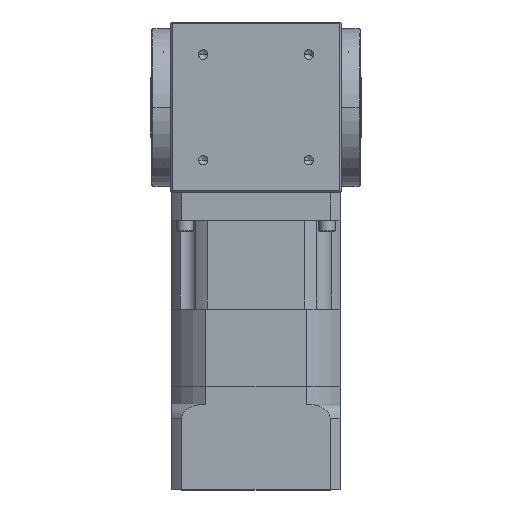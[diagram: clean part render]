
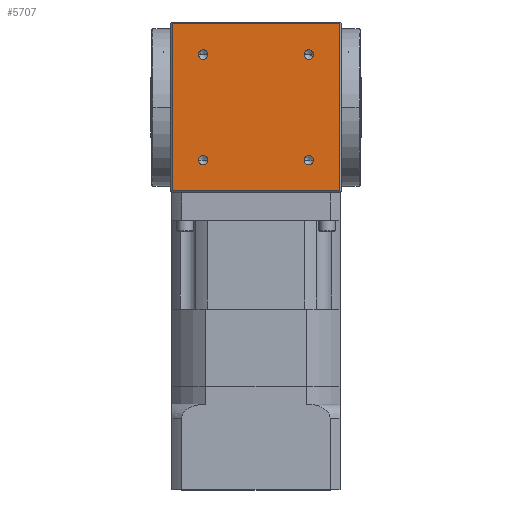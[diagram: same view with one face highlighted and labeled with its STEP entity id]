
A CAD part, top view. The second image highlights one B-rep face of the part: STEP entity #5707.
In plain terms, the highlighted planar face has unit normal (0, 0, 1).
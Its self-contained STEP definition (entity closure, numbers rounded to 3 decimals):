
#13 = AXIS2_PLACEMENT_3D ( 'NONE', #20903, #9430, #22743 ) ;
#212 = AXIS2_PLACEMENT_3D ( 'NONE', #3194, #3163, #3076 ) ;
#923 = CARTESIAN_POINT ( 'NONE',  ( 61.669, -56.569, 91.5 ) ) ;
#1029 = VECTOR ( 'NONE', #18905, 1000. ) ;
#1590 = EDGE_CURVE ( 'NONE', #6664, #19405, #13217, .T. ) ;
#1760 = DIRECTION ( 'NONE',  ( 1., 0., 0. ) ) ;
#2096 = EDGE_LOOP ( 'NONE', ( #10426, #14445 ) ) ;
#2167 = EDGE_CURVE ( 'NONE', #10781, #4318, #24664, .T. ) ;
#2523 = LINE ( 'NONE', #17632, #18171 ) ;
#2655 = DIRECTION ( 'NONE',  ( 1., 0., 0. ) ) ;
#2679 = VERTEX_POINT ( 'NONE', #11682 ) ;
#2961 = ORIENTED_EDGE ( 'NONE', *, *, #8418, .F. ) ;
#3076 = DIRECTION ( 'NONE',  ( 1., 0., 0. ) ) ;
#3163 = DIRECTION ( 'NONE',  ( 0., 0., 1. ) ) ;
#3194 = CARTESIAN_POINT ( 'NONE',  ( 0., 0., 91.5 ) ) ;
#3322 = VERTEX_POINT ( 'NONE', #4197 ) ;
#3830 = DIRECTION ( 'NONE',  ( 0., 0., 1. ) ) ;
#3903 = DIRECTION ( 'NONE',  ( -1., 0., 0. ) ) ;
#4012 = CARTESIAN_POINT ( 'NONE',  ( -56.569, -56.569, 91.5 ) ) ;
#4197 = CARTESIAN_POINT ( 'NONE',  ( -61.669, -56.569, 91.5 ) ) ;
#4214 = EDGE_CURVE ( 'NONE', #13040, #23049, #11792, .T. ) ;
#4238 = PLANE ( 'NONE',  #212 ) ;
#4318 = VERTEX_POINT ( 'NONE', #923 ) ;
#4379 = EDGE_CURVE ( 'NONE', #3322, #4563, #8654, .T. ) ;
#4563 = VERTEX_POINT ( 'NONE', #12019 ) ;
#4888 = DIRECTION ( 'NONE',  ( 0., 0., 1. ) ) ;
#5263 = FACE_BOUND ( 'NONE', #22193, .T. ) ;
#5387 = AXIS2_PLACEMENT_3D ( 'NONE', #5491, #4888, #9943 ) ;
#5491 = CARTESIAN_POINT ( 'NONE',  ( -56.569, 56.569, 91.5 ) ) ;
#5576 = DIRECTION ( 'NONE',  ( 1., 0., 0. ) ) ;
#5601 = DIRECTION ( 'NONE',  ( 0., 0., 1. ) ) ;
#5617 = CARTESIAN_POINT ( 'NONE',  ( 56.569, 56.569, 91.5 ) ) ;
#5691 = AXIS2_PLACEMENT_3D ( 'NONE', #4012, #3830, #2655 ) ;
#5693 = LINE ( 'NONE', #22797, #15557 ) ;
#5707 = ADVANCED_FACE ( 'NONE', ( #11174, #5903, #5263, #25019, #20113 ), #4238, .T. ) ;
#5903 = FACE_BOUND ( 'NONE', #21867, .T. ) ;
#6081 = EDGE_LOOP ( 'NONE', ( #10394, #10242, #24897, #20750 ) ) ;
#6122 = CARTESIAN_POINT ( 'NONE',  ( -51.469, 56.569, 91.5 ) ) ;
#6301 = VERTEX_POINT ( 'NONE', #20715 ) ;
#6664 = VERTEX_POINT ( 'NONE', #6122 ) ;
#6744 = ORIENTED_EDGE ( 'NONE', *, *, #18594, .F. ) ;
#6914 = VERTEX_POINT ( 'NONE', #23214 ) ;
#7127 = CARTESIAN_POINT ( 'NONE',  ( -89.5, 0., 91.5 ) ) ;
#7299 = CARTESIAN_POINT ( 'NONE',  ( 0., -89.5, 91.5 ) ) ;
#7902 = EDGE_CURVE ( 'NONE', #23049, #13040, #16509, .T. ) ;
#8418 = EDGE_CURVE ( 'NONE', #4318, #10781, #21440, .T. ) ;
#8654 = CIRCLE ( 'NONE', #5691, 5.1 ) ;
#8697 = LINE ( 'NONE', #7127, #23313 ) ;
#8751 = EDGE_CURVE ( 'NONE', #4563, #3322, #9421, .T. ) ;
#8778 = CIRCLE ( 'NONE', #13, 5.1 ) ;
#8864 = DIRECTION ( 'NONE',  ( 0., 0., 1. ) ) ;
#8896 = EDGE_CURVE ( 'NONE', #2679, #6301, #22255, .T. ) ;
#8943 = EDGE_CURVE ( 'NONE', #6301, #21527, #5693, .T. ) ;
#9071 = EDGE_CURVE ( 'NONE', #21527, #6914, #2523, .T. ) ;
#9084 = DIRECTION ( 'NONE',  ( 1., 0., 0. ) ) ;
#9169 = DIRECTION ( 'NONE',  ( 0., 0., 1. ) ) ;
#9244 = CARTESIAN_POINT ( 'NONE',  ( 56.569, 56.569, 91.5 ) ) ;
#9421 = CIRCLE ( 'NONE', #21478, 5.1 ) ;
#9430 = DIRECTION ( 'NONE',  ( 0., 0., 1. ) ) ;
#9943 = DIRECTION ( 'NONE',  ( 1., 0., 0. ) ) ;
#10097 = EDGE_CURVE ( 'NONE', #6914, #2679, #8697, .T. ) ;
#10242 = ORIENTED_EDGE ( 'NONE', *, *, #8943, .T. ) ;
#10394 = ORIENTED_EDGE ( 'NONE', *, *, #8896, .T. ) ;
#10426 = ORIENTED_EDGE ( 'NONE', *, *, #8751, .F. ) ;
#10781 = VERTEX_POINT ( 'NONE', #19615 ) ;
#10870 = AXIS2_PLACEMENT_3D ( 'NONE', #9244, #9169, #9084 ) ;
#11174 = FACE_BOUND ( 'NONE', #11635, .T. ) ;
#11489 = DIRECTION ( 'NONE',  ( 0., 1., 0. ) ) ;
#11635 = EDGE_LOOP ( 'NONE', ( #14630, #6744 ) ) ;
#11682 = CARTESIAN_POINT ( 'NONE',  ( -89.5, -89.5, 91.5 ) ) ;
#11792 = CIRCLE ( 'NONE', #10870, 5.1 ) ;
#12019 = CARTESIAN_POINT ( 'NONE',  ( -51.469, -56.569, 91.5 ) ) ;
#13040 = VERTEX_POINT ( 'NONE', #23985 ) ;
#13217 = CIRCLE ( 'NONE', #5387, 5.1 ) ;
#13666 = DIRECTION ( 'NONE',  ( 0., 0., 1. ) ) ;
#14107 = ORIENTED_EDGE ( 'NONE', *, *, #4214, .F. ) ;
#14445 = ORIENTED_EDGE ( 'NONE', *, *, #4379, .F. ) ;
#14630 = ORIENTED_EDGE ( 'NONE', *, *, #1590, .F. ) ;
#15557 = VECTOR ( 'NONE', #11489, 1000. ) ;
#16509 = CIRCLE ( 'NONE', #19587, 5.1 ) ;
#17632 = CARTESIAN_POINT ( 'NONE',  ( 0., 89.5, 91.5 ) ) ;
#18005 = CARTESIAN_POINT ( 'NONE',  ( -61.669, 56.569, 91.5 ) ) ;
#18103 = CARTESIAN_POINT ( 'NONE',  ( 51.469, 56.569, 91.5 ) ) ;
#18171 = VECTOR ( 'NONE', #3903, 1000. ) ;
#18594 = EDGE_CURVE ( 'NONE', #19405, #6664, #8778, .T. ) ;
#18905 = DIRECTION ( 'NONE',  ( 1., 0., 0. ) ) ;
#19405 = VERTEX_POINT ( 'NONE', #18005 ) ;
#19587 = AXIS2_PLACEMENT_3D ( 'NONE', #5617, #5601, #5576 ) ;
#19615 = CARTESIAN_POINT ( 'NONE',  ( 51.469, -56.569, 91.5 ) ) ;
#20113 = FACE_OUTER_BOUND ( 'NONE', #6081, .T. ) ;
#20244 = AXIS2_PLACEMENT_3D ( 'NONE', #24368, #24342, #24327 ) ;
#20379 = CARTESIAN_POINT ( 'NONE',  ( -56.569, -56.569, 91.5 ) ) ;
#20685 = DIRECTION ( 'NONE',  ( 0., -1., 0. ) ) ;
#20715 = CARTESIAN_POINT ( 'NONE',  ( 89.5, -89.5, 91.5 ) ) ;
#20750 = ORIENTED_EDGE ( 'NONE', *, *, #10097, .T. ) ;
#20903 = CARTESIAN_POINT ( 'NONE',  ( -56.569, 56.569, 91.5 ) ) ;
#21440 = CIRCLE ( 'NONE', #22379, 5.1 ) ;
#21478 = AXIS2_PLACEMENT_3D ( 'NONE', #20379, #8864, #22247 ) ;
#21527 = VERTEX_POINT ( 'NONE', #24480 ) ;
#21867 = EDGE_LOOP ( 'NONE', ( #14107, #23738 ) ) ;
#22193 = EDGE_LOOP ( 'NONE', ( #2961, #24964 ) ) ;
#22247 = DIRECTION ( 'NONE',  ( 1., 0., 0. ) ) ;
#22255 = LINE ( 'NONE', #7299, #1029 ) ;
#22379 = AXIS2_PLACEMENT_3D ( 'NONE', #24825, #13666, #1760 ) ;
#22743 = DIRECTION ( 'NONE',  ( 1., 0., 0. ) ) ;
#22797 = CARTESIAN_POINT ( 'NONE',  ( 89.5, 0., 91.5 ) ) ;
#23049 = VERTEX_POINT ( 'NONE', #18103 ) ;
#23214 = CARTESIAN_POINT ( 'NONE',  ( -89.5, 89.5, 91.5 ) ) ;
#23313 = VECTOR ( 'NONE', #20685, 1000. ) ;
#23738 = ORIENTED_EDGE ( 'NONE', *, *, #7902, .F. ) ;
#23985 = CARTESIAN_POINT ( 'NONE',  ( 61.669, 56.569, 91.5 ) ) ;
#24327 = DIRECTION ( 'NONE',  ( 1., 0., 0. ) ) ;
#24342 = DIRECTION ( 'NONE',  ( 0., 0., 1. ) ) ;
#24368 = CARTESIAN_POINT ( 'NONE',  ( 56.569, -56.569, 91.5 ) ) ;
#24480 = CARTESIAN_POINT ( 'NONE',  ( 89.5, 89.5, 91.5 ) ) ;
#24664 = CIRCLE ( 'NONE', #20244, 5.1 ) ;
#24825 = CARTESIAN_POINT ( 'NONE',  ( 56.569, -56.569, 91.5 ) ) ;
#24897 = ORIENTED_EDGE ( 'NONE', *, *, #9071, .T. ) ;
#24964 = ORIENTED_EDGE ( 'NONE', *, *, #2167, .F. ) ;
#25019 = FACE_BOUND ( 'NONE', #2096, .T. ) ;
